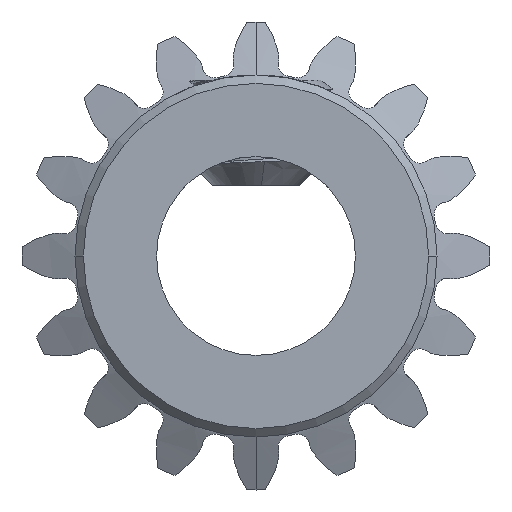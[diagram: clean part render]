
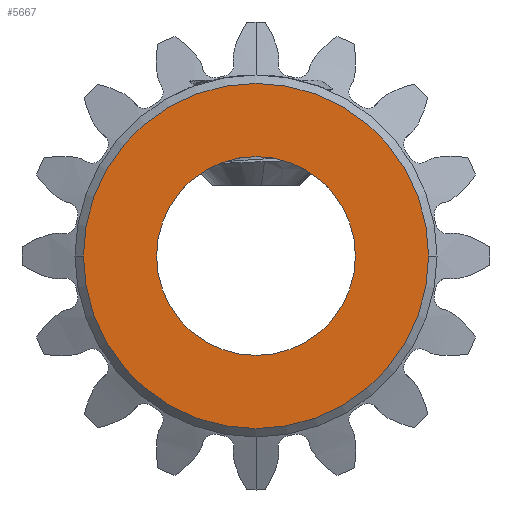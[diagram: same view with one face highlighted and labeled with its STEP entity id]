
A CAD part, front view. The second image highlights one B-rep face of the part: STEP entity #5667.
In plain terms, the highlighted planar face has unit normal (0, -1, 0).
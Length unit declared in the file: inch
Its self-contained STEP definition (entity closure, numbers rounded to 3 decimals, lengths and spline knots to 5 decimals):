
#307 = FACE_BOUND ( 'NONE', #527, .T. ) ;
#527 = EDGE_LOOP ( 'NONE', ( #11734, #15435 ) ) ;
#1386 = CIRCLE ( 'NONE', #7679, 0.11811 ) ;
#2242 = AXIS2_PLACEMENT_3D ( 'NONE', #10487, #12836, #15499 ) ;
#2742 = DIRECTION ( 'NONE',  ( 0., 1., 0. ) ) ;
#3022 = CIRCLE ( 'NONE', #9103, 0.205 ) ;
#3048 = CARTESIAN_POINT ( 'NONE',  ( 0., -0.25372, 0.11811 ) ) ;
#3188 = CARTESIAN_POINT ( 'NONE',  ( 0., -0.25372, 0. ) ) ;
#3768 = ORIENTED_EDGE ( 'NONE', *, *, #14103, .T. ) ;
#4124 = DIRECTION ( 'NONE',  ( 0., 1., 0. ) ) ;
#4562 = DIRECTION ( 'NONE',  ( 0., -1., 0. ) ) ;
#4601 = EDGE_CURVE ( 'NONE', #11314, #7216, #8345, .T. ) ;
#5187 = CARTESIAN_POINT ( 'NONE',  ( 0.205, -0.25372, 0. ) ) ;
#5640 = CARTESIAN_POINT ( 'NONE',  ( 0., -0.25372, -0.11811 ) ) ;
#5667 = ADVANCED_FACE ( 'NONE', ( #11817, #307 ), #16499, .F. ) ;
#5969 = CARTESIAN_POINT ( 'NONE',  ( -0.215, -0.25372, -0.27863 ) ) ;
#6652 = CARTESIAN_POINT ( 'NONE',  ( 0., -0.25372, 0. ) ) ;
#7205 = DIRECTION ( 'NONE',  ( -1., 0., 0. ) ) ;
#7216 = VERTEX_POINT ( 'NONE', #7234 ) ;
#7234 = CARTESIAN_POINT ( 'NONE',  ( -0.205, -0.25372, 0. ) ) ;
#7679 = AXIS2_PLACEMENT_3D ( 'NONE', #6652, #2742, #14586 ) ;
#8345 = CIRCLE ( 'NONE', #2242, 0.205 ) ;
#9103 = AXIS2_PLACEMENT_3D ( 'NONE', #3188, #4562, #7205 ) ;
#9168 = CARTESIAN_POINT ( 'NONE',  ( 0., -0.25372, 0. ) ) ;
#9868 = AXIS2_PLACEMENT_3D ( 'NONE', #9168, #4124, #14405 ) ;
#9873 = DIRECTION ( 'NONE',  ( -1., 0., 0. ) ) ;
#10020 = EDGE_CURVE ( 'NONE', #16129, #16736, #13012, .T. ) ;
#10487 = CARTESIAN_POINT ( 'NONE',  ( 0., -0.25372, 0. ) ) ;
#11259 = DIRECTION ( 'NONE',  ( 0., 1., 0. ) ) ;
#11314 = VERTEX_POINT ( 'NONE', #5187 ) ;
#11734 = ORIENTED_EDGE ( 'NONE', *, *, #12891, .T. ) ;
#11795 = ORIENTED_EDGE ( 'NONE', *, *, #4601, .T. ) ;
#11817 = FACE_OUTER_BOUND ( 'NONE', #13177, .T. ) ;
#12836 = DIRECTION ( 'NONE',  ( 0., -1., 0. ) ) ;
#12891 = EDGE_CURVE ( 'NONE', #16736, #16129, #1386, .T. ) ;
#13012 = CIRCLE ( 'NONE', #9868, 0.11811 ) ;
#13177 = EDGE_LOOP ( 'NONE', ( #3768, #11795 ) ) ;
#14103 = EDGE_CURVE ( 'NONE', #7216, #11314, #3022, .T. ) ;
#14146 = AXIS2_PLACEMENT_3D ( 'NONE', #5969, #11259, #9873 ) ;
#14405 = DIRECTION ( 'NONE',  ( 0., 0., 1. ) ) ;
#14586 = DIRECTION ( 'NONE',  ( 0., 0., 1. ) ) ;
#15435 = ORIENTED_EDGE ( 'NONE', *, *, #10020, .T. ) ;
#15499 = DIRECTION ( 'NONE',  ( -1., 0., 0. ) ) ;
#16129 = VERTEX_POINT ( 'NONE', #5640 ) ;
#16499 = PLANE ( 'NONE',  #14146 ) ;
#16736 = VERTEX_POINT ( 'NONE', #3048 ) ;
